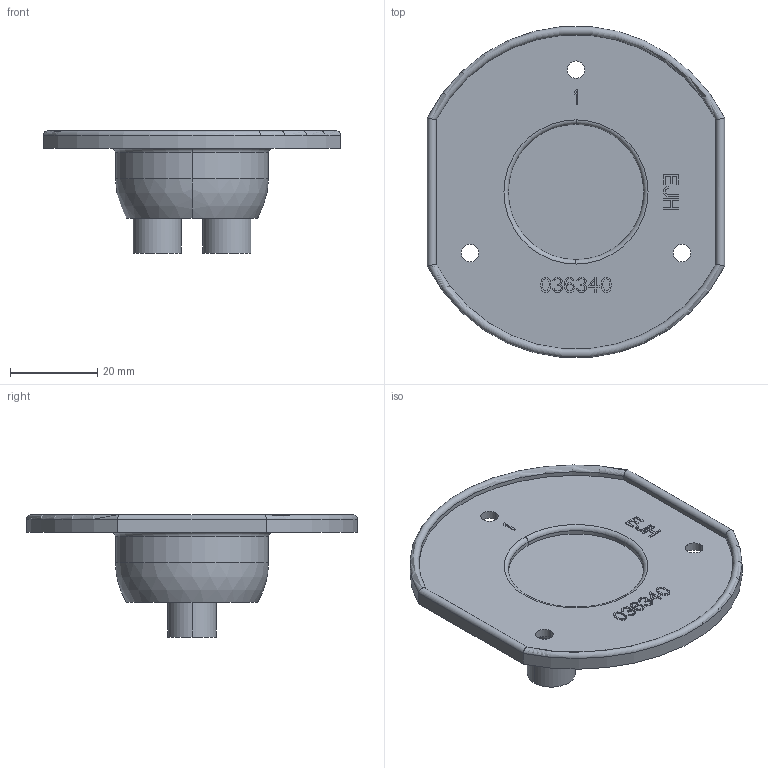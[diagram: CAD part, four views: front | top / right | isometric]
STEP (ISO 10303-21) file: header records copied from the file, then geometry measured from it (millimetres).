
FILE_DESCRIPTION((''),'2;1');
FILE_NAME('036340','2020-10-08T09:14:48',('teru'),(''),'CREO PARAMETRIC BY PTC INC, 2017380','CREO PARAMETRIC BY PTC INC, 2017380','');
FILE_SCHEMA(('CONFIG_CONTROL_DESIGN'));
Length unit declared in the file: millimetre
Products named in the file (1): 036340
Bounding box: 68 x 75.72 x 28 mm (x, y, z)
Volume: 24171.6 mm3; surface area: 12247 mm2
Topology: 1 solids, 3 shells, 395 faces, 1105 edges, 732 vertices
Faces by surface type: plane 357, cylinder 24, torus 10, sphere 4
Entity records: 12583 total; most frequent: CARTESIAN_POINT 2312, ORIENTED_EDGE 2210, DIRECTION 1949, EDGE_CURVE 1105, VECTOR 1027, LINE 1027, VERTEX_POINT 732, AXIS2_PLACEMENT_3D 461
